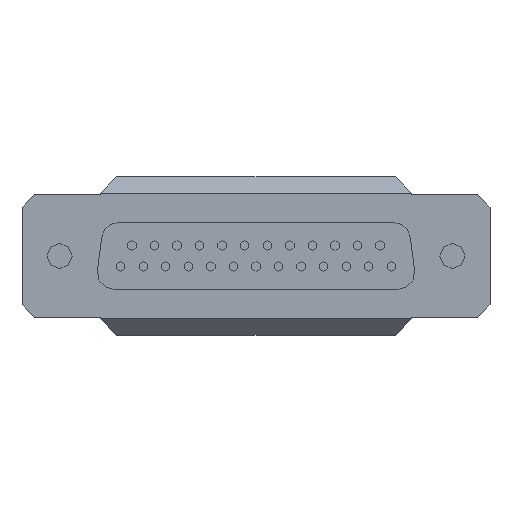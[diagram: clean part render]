
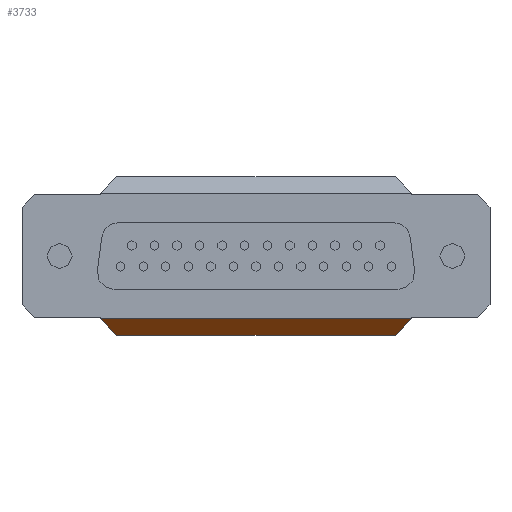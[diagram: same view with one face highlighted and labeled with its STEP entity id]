
A CAD part, front view. The second image highlights one B-rep face of the part: STEP entity #3733.
In plain terms, the highlighted planar face has unit normal (0, -0.707, -0.707).
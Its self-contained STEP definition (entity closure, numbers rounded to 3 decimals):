
#612 = DIRECTION ( 'NONE',  ( 0., 0.707, -0.707 ) ) ;
#619 = PLANE ( 'NONE',  #7178 ) ;
#633 = CARTESIAN_POINT ( 'NONE',  ( -28., 0., -7.5 ) ) ;
#646 = DIRECTION ( 'NONE',  ( 0., -0.707, -0.707 ) ) ;
#1681 = ORIENTED_EDGE ( 'NONE', *, *, #6865, .F. ) ;
#1693 = ORIENTED_EDGE ( 'NONE', *, *, #6896, .T. ) ;
#1694 = ORIENTED_EDGE ( 'NONE', *, *, #4947, .F. ) ;
#1717 = ORIENTED_EDGE ( 'NONE', *, *, #6847, .F. ) ;
#3733 = ADVANCED_FACE ( 'NONE', ( #3978 ), #619, .T. ) ;
#3978 = FACE_OUTER_BOUND ( 'NONE', #9468, .T. ) ;
#4362 = CARTESIAN_POINT ( 'NONE',  ( 18.65, 0., -7.5 ) ) ;
#4377 = DIRECTION ( 'NONE',  ( 1., 0., 0. ) ) ;
#4947 = EDGE_CURVE ( 'NONE', #9698, #9715, #10681, .T. ) ;
#5797 = LINE ( 'NONE', #8971, #5823 ) ;
#5823 = VECTOR ( 'NONE', #8973, 1000. ) ;
#5842 = VECTOR ( 'NONE', #8123, 1000. ) ;
#5894 = LINE ( 'NONE', #8138, #5842 ) ;
#5899 = VECTOR ( 'NONE', #8218, 1000. ) ;
#5905 = LINE ( 'NONE', #8235, #5899 ) ;
#6847 = EDGE_CURVE ( 'NONE', #10207, #10241, #5797, .T. ) ;
#6865 = EDGE_CURVE ( 'NONE', #9715, #10207, #5894, .T. ) ;
#6896 = EDGE_CURVE ( 'NONE', #9698, #10241, #5905, .T. ) ;
#7178 = AXIS2_PLACEMENT_3D ( 'NONE', #633, #646, #612 ) ;
#8123 = DIRECTION ( 'NONE',  ( -0.577, 0.577, -0.577 ) ) ;
#8138 = CARTESIAN_POINT ( 'NONE',  ( 3.1, 15.55, -23.05 ) ) ;
#8218 = DIRECTION ( 'NONE',  ( 0.577, 0.577, -0.577 ) ) ;
#8235 = CARTESIAN_POINT ( 'NONE',  ( -18.65, 0., -7.5 ) ) ;
#8526 = CARTESIAN_POINT ( 'NONE',  ( 18.65, 0., -7.5 ) ) ;
#8553 = CARTESIAN_POINT ( 'NONE',  ( -18.65, 0., -7.5 ) ) ;
#8810 = CARTESIAN_POINT ( 'NONE',  ( 16.65, 2., -9.5 ) ) ;
#8846 = CARTESIAN_POINT ( 'NONE',  ( -16.65, 2., -9.5 ) ) ;
#8971 = CARTESIAN_POINT ( 'NONE',  ( -18.65, 2., -9.5 ) ) ;
#8973 = DIRECTION ( 'NONE',  ( -1., 0., 0. ) ) ;
#9468 = EDGE_LOOP ( 'NONE', ( #1693, #1717, #1681, #1694 ) ) ;
#9698 = VERTEX_POINT ( 'NONE', #8553 ) ;
#9715 = VERTEX_POINT ( 'NONE', #8526 ) ;
#10207 = VERTEX_POINT ( 'NONE', #8810 ) ;
#10241 = VERTEX_POINT ( 'NONE', #8846 ) ;
#10681 = LINE ( 'NONE', #4362, #10687 ) ;
#10687 = VECTOR ( 'NONE', #4377, 1000. ) ;
